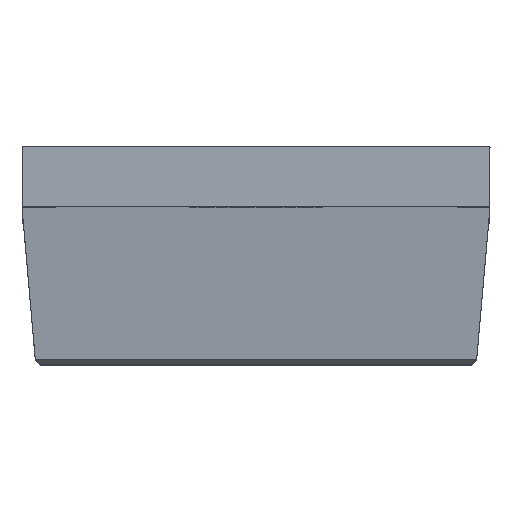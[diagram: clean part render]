
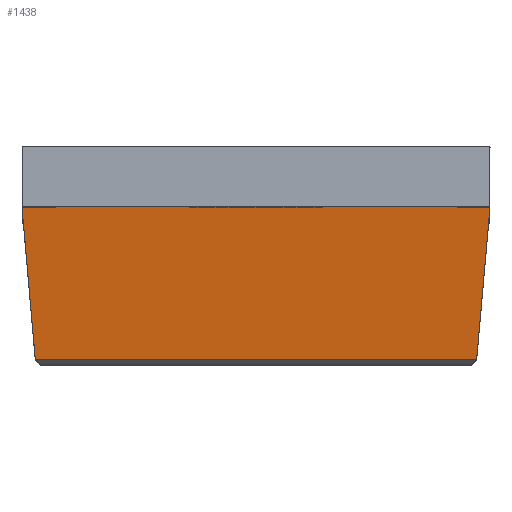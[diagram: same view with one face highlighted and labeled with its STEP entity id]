
A CAD part, top view. The second image highlights one B-rep face of the part: STEP entity #1438.
In plain terms, the highlighted planar face has unit normal (0, -0.122, 0.993).
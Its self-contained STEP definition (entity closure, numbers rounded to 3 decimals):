
#85=FACE_OUTER_BOUND('',#163,.T.);
#163=EDGE_LOOP('',(#1020,#1021,#1022,#1023,#1024,#1025,#1026,#1027,#1028,
#1029));
#248=LINE('',#2125,#434);
#250=LINE('',#2129,#436);
#253=LINE('',#2134,#439);
#261=LINE('',#2150,#447);
#262=LINE('',#2153,#448);
#265=LINE('',#2159,#451);
#267=LINE('',#2163,#453);
#272=LINE('',#2173,#458);
#273=LINE('',#2175,#459);
#274=LINE('',#2176,#460);
#434=VECTOR('',#1725,10.);
#436=VECTOR('',#1729,10.);
#439=VECTOR('',#1734,10.);
#447=VECTOR('',#1750,10.);
#448=VECTOR('',#1753,10.);
#451=VECTOR('',#1758,10.);
#453=VECTOR('',#1762,10.);
#458=VECTOR('',#1771,10.);
#459=VECTOR('',#1772,10.);
#460=VECTOR('',#1773,10.);
#626=VERTEX_POINT('',#2122);
#627=VERTEX_POINT('',#2124);
#628=VERTEX_POINT('',#2128);
#629=VERTEX_POINT('',#2132);
#633=VERTEX_POINT('',#2148);
#634=VERTEX_POINT('',#2152);
#636=VERTEX_POINT('',#2158);
#637=VERTEX_POINT('',#2162);
#640=VERTEX_POINT('',#2172);
#641=VERTEX_POINT('',#2174);
#766=EDGE_CURVE('',#626,#627,#248,.T.);
#768=EDGE_CURVE('',#627,#628,#250,.T.);
#771=EDGE_CURVE('',#628,#629,#253,.T.);
#779=EDGE_CURVE('',#626,#633,#261,.T.);
#780=EDGE_CURVE('',#634,#629,#262,.T.);
#783=EDGE_CURVE('',#636,#634,#265,.T.);
#785=EDGE_CURVE('',#633,#637,#267,.T.);
#790=EDGE_CURVE('',#640,#637,#272,.T.);
#791=EDGE_CURVE('',#641,#640,#273,.T.);
#792=EDGE_CURVE('',#641,#636,#274,.T.);
#1020=ORIENTED_EDGE('',*,*,#766,.F.);
#1021=ORIENTED_EDGE('',*,*,#779,.T.);
#1022=ORIENTED_EDGE('',*,*,#785,.T.);
#1023=ORIENTED_EDGE('',*,*,#790,.F.);
#1024=ORIENTED_EDGE('',*,*,#791,.F.);
#1025=ORIENTED_EDGE('',*,*,#792,.T.);
#1026=ORIENTED_EDGE('',*,*,#783,.T.);
#1027=ORIENTED_EDGE('',*,*,#780,.T.);
#1028=ORIENTED_EDGE('',*,*,#771,.F.);
#1029=ORIENTED_EDGE('',*,*,#768,.F.);
#1361=PLANE('',#1592);
#1438=ADVANCED_FACE('',(#85),#1361,.T.);
#1592=AXIS2_PLACEMENT_3D('',#2171,#1769,#1770);
#1725=DIRECTION('',(-0.735,-0.673,-0.083));
#1729=DIRECTION('',(-1.,0.,0.));
#1734=DIRECTION('',(-0.735,0.673,0.083));
#1750=DIRECTION('',(0.087,0.989,0.122));
#1753=DIRECTION('',(0.086,-0.989,-0.122));
#1758=DIRECTION('',(1.,0.,0.));
#1762=DIRECTION('',(1.,0.,0.));
#1769=DIRECTION('center_axis',(0.,-0.122,0.993));
#1770=DIRECTION('ref_axis',(1.,0.,0.));
#1771=DIRECTION('',(0.,-0.993,-0.122));
#1772=DIRECTION('',(1.,0.,0.));
#1773=DIRECTION('',(0.,-0.993,-0.122));
#2122=CARTESIAN_POINT('',(9.617,-1.95,13.645));
#2124=CARTESIAN_POINT('',(9.617,-1.951,13.645));
#2125=CARTESIAN_POINT('',(9.617,-1.95,13.645));
#2128=CARTESIAN_POINT('',(0.282,-1.951,13.645));
#2129=CARTESIAN_POINT('',(9.617,-1.951,13.645));
#2132=CARTESIAN_POINT('',(0.282,-1.95,13.645));
#2134=CARTESIAN_POINT('',(0.282,-1.951,13.645));
#2148=CARTESIAN_POINT('',(9.869,0.928,14.));
#2150=CARTESIAN_POINT('',(9.617,-1.95,13.645));
#2152=CARTESIAN_POINT('',(0.031,0.928,14.));
#2153=CARTESIAN_POINT('',(0.031,0.928,14.));
#2158=CARTESIAN_POINT('',(0.,0.928,14.));
#2159=CARTESIAN_POINT('',(0.,0.928,14.));
#2162=CARTESIAN_POINT('',(9.9,0.928,14.));
#2163=CARTESIAN_POINT('',(9.869,0.928,14.));
#2171=CARTESIAN_POINT('Origin',(-0.01,0.3,13.923));
#2172=CARTESIAN_POINT('',(9.9,2.55,14.2));
#2173=CARTESIAN_POINT('',(9.9,2.55,14.2));
#2174=CARTESIAN_POINT('',(0.,2.55,14.2));
#2175=CARTESIAN_POINT('',(0.,2.55,14.2));
#2176=CARTESIAN_POINT('',(0.,2.55,14.2));
